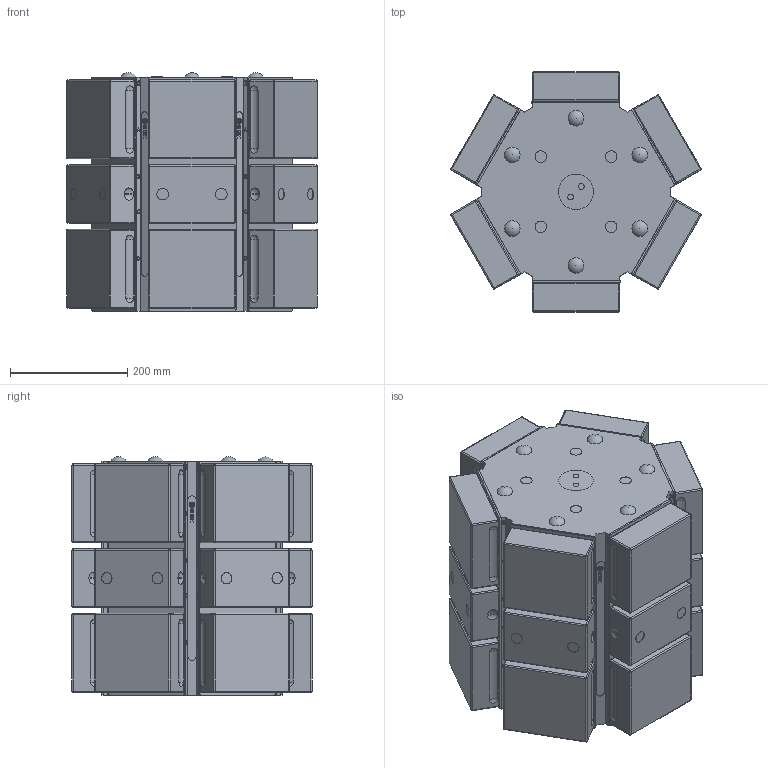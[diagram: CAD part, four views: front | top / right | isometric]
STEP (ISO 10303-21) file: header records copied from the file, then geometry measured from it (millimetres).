
FILE_DESCRIPTION((''),'2;1');
FILE_NAME('5ML1540-61.stp','2015-03-11T14:49:49',('Dayne Stauffer'),(''),'Autodesk Inventor 2013','Autodesk Inventor 2013','');
FILE_SCHEMA(('AUTOMOTIVE_DESIGN { 1 0 10303 214 1 1 1 1 }'));
Length unit declared in the file: millimetre
Products named in the file (6): 5ML1540-61; 5CLM1540-61; 5CP1540-ST; 5DS1540-15-50; 5FJ1540-15-50; 5MJ1540-15-50
Assembly tree (16 placements, depth 3):
  5ML1540-61
    5CLM1540-61
    5CP1540-ST  x6
    5DS1540-15-50  x6
      5FJ1540-15-50
      5MJ1540-15-50
Bounding box: 427.58 x 410 x 407.2 mm (x, y, z)
Volume: 43246852.6 mm3; surface area: 2877330.7 mm2
Topology: 25 solids, 25 shells, 3757 faces, 9374 edges, 6002 vertices
Faces by surface type: plane 1889, bspline 900, cylinder 678, sphere 222, cone 68
Full cylindrical faces by diameter (mm): 4.917 x4, 8.5 x12, 10 x2, 10.106 x6, 10.325 x36, 10.5 x12, 11 x36, 13.5 x4, 17 x24, 18 x24, 18.15 x36, 19.1 x4, 20 x28, 23 x4, 26.97 x36, 49.88 x1, 59.98 x1
Entity records: 73947 total; most frequent: CARTESIAN_POINT 21407, ORIENTED_EDGE 10882, DIRECTION 8463, EDGE_CURVE 5441, VERTEX_POINT 3752, VECTOR 3463, LINE 3463, EDGE_LOOP 2975
